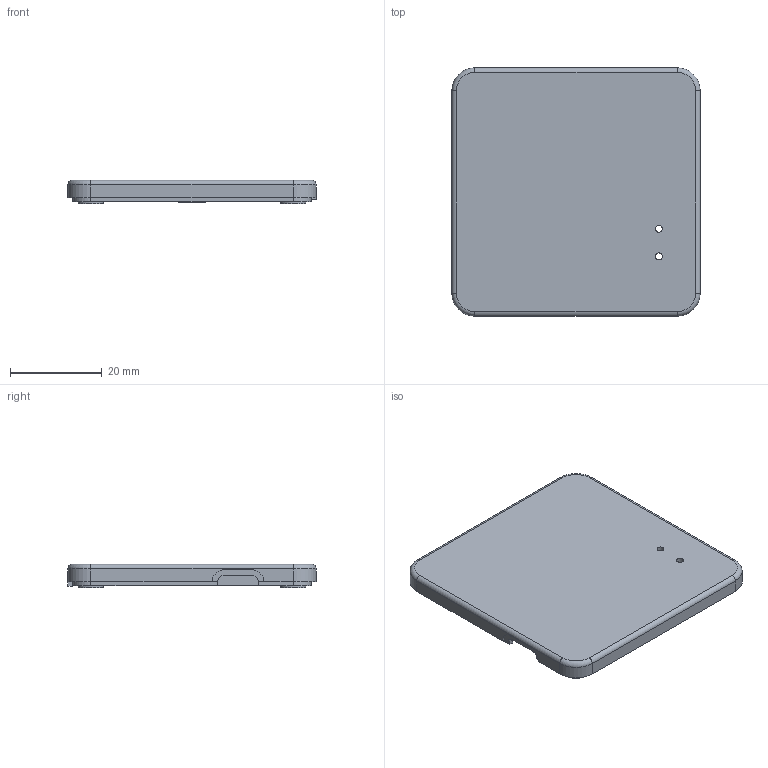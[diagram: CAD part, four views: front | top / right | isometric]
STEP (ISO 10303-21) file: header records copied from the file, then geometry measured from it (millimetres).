
FILE_DESCRIPTION(/* description */ (''),/* implementation_level */ '2;1');
FILE_NAME(/* name */ 'ESP32_JJY_SIM_Top_Rev2.step',/* time_stamp */ '2024-06-15T09:24:00+09:00',/* author */ (''),/* organization */ (''),/* preprocessor_version */ 'ST-DEVELOPER v20',/* originating_system */ 'Autodesk Translation Framework v13.14.0.145',/* authorisation */ '');
FILE_SCHEMA (('AUTOMOTIVE_DESIGN { 1 0 10303 214 3 1 1 }'));
Length unit declared in the file: millimetre
Products named in the file (1): ESP32_JJY_SIM_Top
Bounding box: 54 x 54 x 5.1 mm (x, y, z)
Volume: 6807.2 mm3; surface area: 7464.1 mm2
Topology: 1 solids, 1 shells, 90 faces, 224 edges, 144 vertices
Faces by surface type: plane 56, cylinder 30, torus 4
Full cylindrical faces by diameter (mm): 1.5 x2, 1.7 x4, 5.5 x4
Entity records: 2705 total; most frequent: DIRECTION 470, CARTESIAN_POINT 459, ORIENTED_EDGE 448, EDGE_CURVE 224, LINE 160, VECTOR 160, AXIS2_PLACEMENT_3D 155, VERTEX_POINT 144
